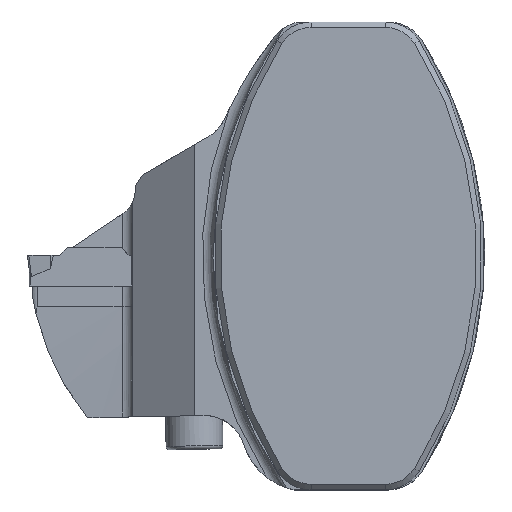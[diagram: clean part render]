
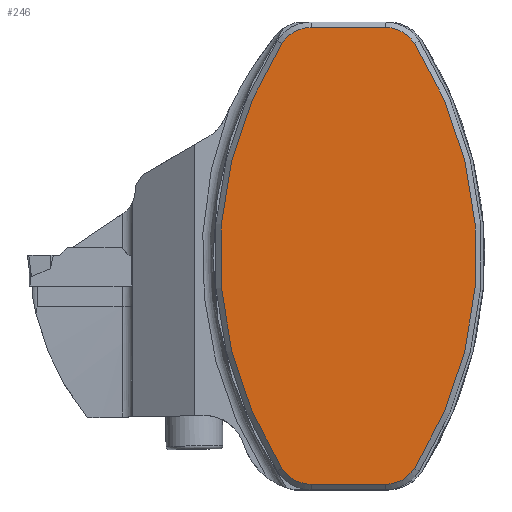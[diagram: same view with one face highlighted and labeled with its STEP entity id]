
A CAD part, top view. The second image highlights one B-rep face of the part: STEP entity #246.
In plain terms, the highlighted planar face has unit normal (0, 0, 1).
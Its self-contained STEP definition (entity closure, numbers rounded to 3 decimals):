
#152=CIRCLE('',#2037,5.175);
#153=CIRCLE('',#2038,59.175);
#154=CIRCLE('',#2039,5.175);
#155=CIRCLE('',#2040,5.175);
#156=CIRCLE('',#2041,59.175);
#157=CIRCLE('',#2042,5.175);
#246=ADVANCED_FACE('',(#399),#343,.T.);
#343=PLANE('',#2043);
#399=FACE_OUTER_BOUND('',#499,.T.);
#499=EDGE_LOOP('',(#954,#955,#956,#957,#958,#959,#960,#961));
#622=LINE('',#2956,#761);
#623=LINE('',#2964,#762);
#761=VECTOR('',#2276,1.);
#762=VECTOR('',#2283,1.);
#954=ORIENTED_EDGE('',*,*,#1665,.F.);
#955=ORIENTED_EDGE('',*,*,#1666,.T.);
#956=ORIENTED_EDGE('',*,*,#1667,.T.);
#957=ORIENTED_EDGE('',*,*,#1668,.T.);
#958=ORIENTED_EDGE('',*,*,#1669,.T.);
#959=ORIENTED_EDGE('',*,*,#1670,.T.);
#960=ORIENTED_EDGE('',*,*,#1671,.F.);
#961=ORIENTED_EDGE('',*,*,#1672,.T.);
#1476=VERTEX_POINT('',#2950);
#1477=VERTEX_POINT('',#2951);
#1478=VERTEX_POINT('',#2953);
#1479=VERTEX_POINT('',#2955);
#1480=VERTEX_POINT('',#2957);
#1481=VERTEX_POINT('',#2959);
#1482=VERTEX_POINT('',#2961);
#1483=VERTEX_POINT('',#2963);
#1665=EDGE_CURVE('',#1476,#1477,#152,.T.);
#1666=EDGE_CURVE('',#1476,#1478,#153,.T.);
#1667=EDGE_CURVE('',#1478,#1479,#154,.T.);
#1668=EDGE_CURVE('',#1479,#1480,#622,.T.);
#1669=EDGE_CURVE('',#1480,#1481,#155,.T.);
#1670=EDGE_CURVE('',#1481,#1482,#156,.T.);
#1671=EDGE_CURVE('',#1483,#1482,#157,.T.);
#1672=EDGE_CURVE('',#1483,#1477,#623,.T.);
#2037=AXIS2_PLACEMENT_3D('',#2949,#2270,#2271);
#2038=AXIS2_PLACEMENT_3D('',#2952,#2272,#2273);
#2039=AXIS2_PLACEMENT_3D('',#2954,#2274,#2275);
#2040=AXIS2_PLACEMENT_3D('',#2958,#2277,#2278);
#2041=AXIS2_PLACEMENT_3D('',#2960,#2279,#2280);
#2042=AXIS2_PLACEMENT_3D('',#2962,#2281,#2282);
#2043=AXIS2_PLACEMENT_3D('',#2965,#2284,#2285);
#2270=DIRECTION('',(0.,0.,-1.));
#2271=DIRECTION('',(0.,-1.,0.));
#2272=DIRECTION('',(0.,0.,1.));
#2273=DIRECTION('',(0.,-1.,0.));
#2274=DIRECTION('',(0.,0.,1.));
#2275=DIRECTION('',(0.,-1.,0.));
#2276=DIRECTION('',(1.,0.,0.));
#2277=DIRECTION('',(0.,0.,1.));
#2278=DIRECTION('',(0.,-1.,0.));
#2279=DIRECTION('',(0.,0.,1.));
#2280=DIRECTION('',(0.,-1.,0.));
#2281=DIRECTION('',(0.,0.,-1.));
#2282=DIRECTION('',(0.,-1.,0.));
#2283=DIRECTION('',(-1.,0.,0.));
#2284=DIRECTION('',(0.,0.,1.));
#2285=DIRECTION('',(0.,1.,0.));
#2949=CARTESIAN_POINT('',(-5.552,29.,0.325));
#2950=CARTESIAN_POINT('',(-9.918,31.779,0.325));
#2951=CARTESIAN_POINT('',(-5.552,34.175,0.325));
#2952=CARTESIAN_POINT('',(40.,0.,0.325));
#2953=CARTESIAN_POINT('',(-9.918,-31.779,0.325));
#2954=CARTESIAN_POINT('',(-5.552,-29.,0.325));
#2955=CARTESIAN_POINT('',(-5.552,-34.175,0.325));
#2956=CARTESIAN_POINT('',(0.,-34.175,0.325));
#2957=CARTESIAN_POINT('',(5.552,-34.175,0.325));
#2958=CARTESIAN_POINT('',(5.552,-29.,0.325));
#2959=CARTESIAN_POINT('',(9.918,-31.779,0.325));
#2960=CARTESIAN_POINT('',(-40.,0.,0.325));
#2961=CARTESIAN_POINT('',(9.918,31.779,0.325));
#2962=CARTESIAN_POINT('',(5.552,29.,0.325));
#2963=CARTESIAN_POINT('',(5.552,34.175,0.325));
#2964=CARTESIAN_POINT('',(0.,34.175,0.325));
#2965=CARTESIAN_POINT('',(0.,0.,0.325));
